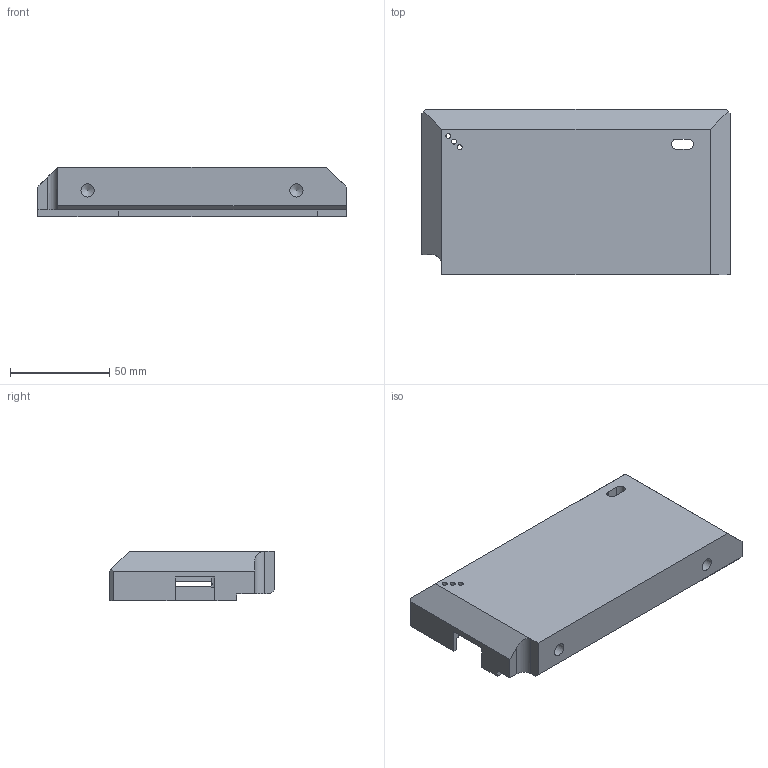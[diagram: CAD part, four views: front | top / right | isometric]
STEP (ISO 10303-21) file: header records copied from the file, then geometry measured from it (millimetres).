
FILE_DESCRIPTION(/* description */ ('SOPORTE LCD'),/* implementation_level */ '2;1');
FILE_NAME(/* name */ 'G004085-display-housing-elecfreak.stp',/* time_stamp */ '2014-12-22T16:15:13+01:00',/* author */ ('MARCHA TECHNOLOGY'),/* organization */ ('MARCHA TECHNOLOGY'),/* preprocessor_version */ 'ST-DEVELOPER v15.6',/* originating_system */ 'Autodesk Inventor 2015',/* authorisation */ '');
FILE_SCHEMA (('CONFIG_CONTROL_DESIGN'));
Length unit declared in the file: millimetre
Products named in the file (1): G004085-display-housing-elecfreak
Bounding box: 155 x 83 x 25 mm (x, y, z)
Volume: 151358 mm3; surface area: 42516.5 mm2
Topology: 1 solids, 1 shells, 74 faces, 213 edges, 140 vertices
Faces by surface type: plane 41, cylinder 25, cone 8
Full cylindrical faces by diameter (mm): 2.459 x4, 2.5 x3, 6.647 x2
Entity records: 2319 total; most frequent: CARTESIAN_POINT 405, DIRECTION 392, ORIENTED_EDGE 378, EDGE_CURVE 189, LINE 134, VECTOR 134, VERTEX_POINT 131, AXIS2_PLACEMENT_3D 129
